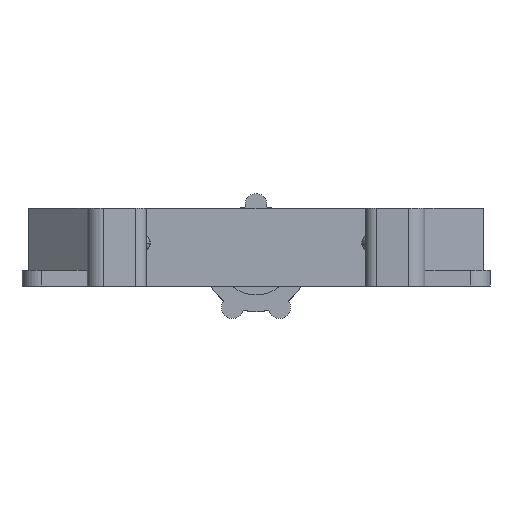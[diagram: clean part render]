
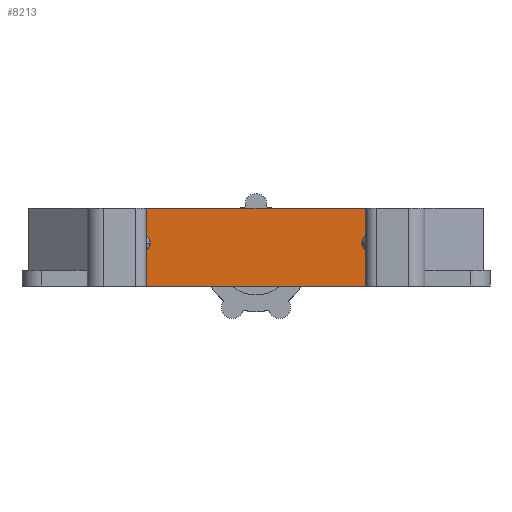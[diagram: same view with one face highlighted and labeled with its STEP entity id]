
A CAD part, front view. The second image highlights one B-rep face of the part: STEP entity #8213.
In plain terms, the highlighted planar face has unit normal (0, -1, 0).
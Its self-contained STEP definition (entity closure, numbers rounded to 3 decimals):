
#687=DIRECTION('',(-1.,0.,0.));
#688=VECTOR('',#687,35.5);
#689=CARTESIAN_POINT('',(17.75,-19.,10.));
#690=LINE('',#689,#688);
#691=DIRECTION('',(0.,0.,-1.));
#692=VECTOR('',#691,10.);
#693=CARTESIAN_POINT('',(-17.75,-19.,10.));
#694=LINE('',#693,#692);
#707=DIRECTION('',(-1.,0.,0.));
#708=VECTOR('',#707,35.5);
#709=CARTESIAN_POINT('',(17.75,-19.,0.));
#710=LINE('',#709,#708);
#711=CARTESIAN_POINT('',(-14.85,-19.,5.5));
#712=DIRECTION('',(0.,-1.,0.));
#713=DIRECTION('',(-1.,0.,0.));
#714=AXIS2_PLACEMENT_3D('',#711,#712,#713);
#716=CARTESIAN_POINT('',(-14.85,-19.,5.5));
#717=DIRECTION('',(0.,-1.,0.));
#718=DIRECTION('',(1.,0.,0.));
#719=AXIS2_PLACEMENT_3D('',#716,#717,#718);
#721=CARTESIAN_POINT('',(14.85,-19.,5.5));
#722=DIRECTION('',(0.,-1.,0.));
#723=DIRECTION('',(-1.,0.,0.));
#724=AXIS2_PLACEMENT_3D('',#721,#722,#723);
#726=CARTESIAN_POINT('',(14.85,-19.,5.5));
#727=DIRECTION('',(0.,-1.,0.));
#728=DIRECTION('',(1.,0.,0.));
#729=AXIS2_PLACEMENT_3D('',#726,#727,#728);
#735=DIRECTION('',(0.,0.,1.));
#736=VECTOR('',#735,10.);
#737=CARTESIAN_POINT('',(17.75,-19.,0.));
#738=LINE('',#737,#736);
#6690=CARTESIAN_POINT('',(-17.75,-19.,0.));
#6691=VERTEX_POINT('',#6690);
#6692=CARTESIAN_POINT('',(17.75,-19.,0.));
#6693=VERTEX_POINT('',#6692);
#6892=CARTESIAN_POINT('',(-16.15,-19.,5.5));
#6893=CARTESIAN_POINT('',(-13.55,-19.,5.5));
#6894=VERTEX_POINT('',#6892);
#6895=VERTEX_POINT('',#6893);
#6896=CARTESIAN_POINT('',(13.55,-19.,5.5));
#6897=CARTESIAN_POINT('',(16.15,-19.,5.5));
#6898=VERTEX_POINT('',#6896);
#6899=VERTEX_POINT('',#6897);
#6900=CARTESIAN_POINT('',(17.75,-19.,10.));
#6901=VERTEX_POINT('',#6900);
#7030=CARTESIAN_POINT('',(-17.75,-19.,10.));
#7031=VERTEX_POINT('',#7030);
#8189=CARTESIAN_POINT('',(0.,-19.,5.));
#8190=DIRECTION('',(0.,1.,0.));
#8191=DIRECTION('',(1.,0.,0.));
#8192=AXIS2_PLACEMENT_3D('',#8189,#8190,#8191);
#8193=PLANE('',#8192);
#8195=ORIENTED_EDGE('',*,*,#8194,.F.);
#8196=ORIENTED_EDGE('',*,*,#7766,.T.);
#8197=ORIENTED_EDGE('',*,*,#8181,.F.);
#8198=ORIENTED_EDGE('',*,*,#8155,.F.);
#8199=EDGE_LOOP('',(#8195,#8196,#8197,#8198));
#8200=FACE_OUTER_BOUND('',#8199,.F.);
#8202=ORIENTED_EDGE('',*,*,#8201,.T.);
#8204=ORIENTED_EDGE('',*,*,#8203,.T.);
#8205=EDGE_LOOP('',(#8202,#8204));
#8206=FACE_BOUND('',#8205,.F.);
#8208=ORIENTED_EDGE('',*,*,#8207,.T.);
#8210=ORIENTED_EDGE('',*,*,#8209,.T.);
#8211=EDGE_LOOP('',(#8208,#8210));
#8212=FACE_BOUND('',#8211,.F.);
#715=CIRCLE('',#714,1.3);
#720=CIRCLE('',#719,1.3);
#725=CIRCLE('',#724,1.3);
#730=CIRCLE('',#729,1.3);
#7766=EDGE_CURVE('',#6693,#6691,#710,.T.);
#8155=EDGE_CURVE('',#6901,#7031,#690,.T.);
#8181=EDGE_CURVE('',#7031,#6691,#694,.T.);
#8194=EDGE_CURVE('',#6693,#6901,#738,.T.);
#8201=EDGE_CURVE('',#6894,#6895,#715,.T.);
#8203=EDGE_CURVE('',#6895,#6894,#720,.T.);
#8207=EDGE_CURVE('',#6898,#6899,#725,.T.);
#8209=EDGE_CURVE('',#6899,#6898,#730,.T.);
#8213=ADVANCED_FACE('',(#8200,#8206,#8212),#8193,.F.);
